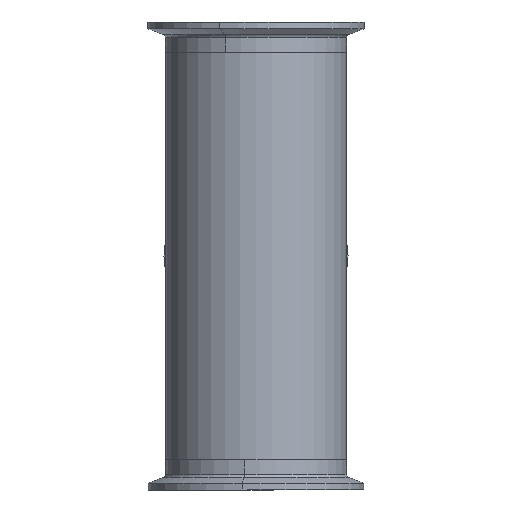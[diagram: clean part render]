
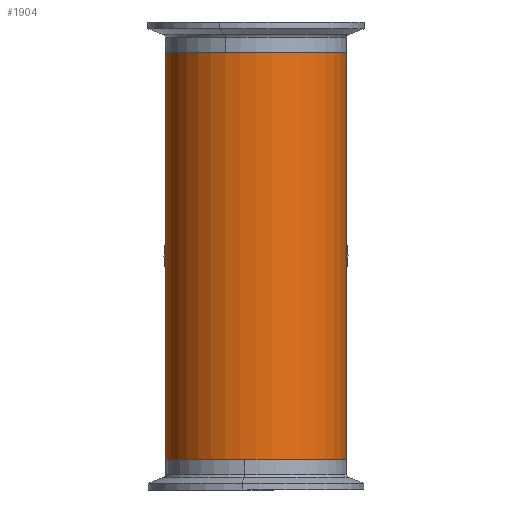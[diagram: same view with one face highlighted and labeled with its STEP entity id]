
A CAD part, front view. The second image highlights one B-rep face of the part: STEP entity #1904.
In plain terms, the highlighted cylindrical face has radius 38.1 mm (diameter 76.2 mm), a partial arc.
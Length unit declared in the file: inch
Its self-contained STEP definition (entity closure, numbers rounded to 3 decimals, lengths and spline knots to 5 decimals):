
#6 = CARTESIAN_POINT ( 'NONE',  ( 1.5, 0., 3.37402 ) ) ;
#20 = CARTESIAN_POINT ( 'NONE',  ( 0., 0., 3.37402 ) ) ;
#23 = VECTOR ( 'NONE', #2412, 39.37008 ) ;
#113 = DIRECTION ( 'NONE',  ( 0., 0., -1. ) ) ;
#242 = DIRECTION ( 'NONE',  ( 0., 0., 1. ) ) ;
#302 = CARTESIAN_POINT ( 'NONE',  ( 1.5, 0., 3.37402 ) ) ;
#478 = DIRECTION ( 'NONE',  ( 1., 0., 0. ) ) ;
#535 = AXIS2_PLACEMENT_3D ( 'NONE', #20, #2123, #847 ) ;
#571 = VERTEX_POINT ( 'NONE', #2013 ) ;
#575 = ORIENTED_EDGE ( 'NONE', *, *, #1582, .T. ) ;
#600 = DIRECTION ( 'NONE',  ( -1., 0., 0. ) ) ;
#653 = EDGE_CURVE ( 'NONE', #1948, #1902, #3135, .T. ) ;
#847 = DIRECTION ( 'NONE',  ( 1., 0., 0. ) ) ;
#903 = CARTESIAN_POINT ( 'NONE',  ( -1.5, 0., 3.37402 ) ) ;
#1164 = DIRECTION ( 'NONE',  ( 0., 0., -1. ) ) ;
#1389 = CIRCLE ( 'NONE', #2805, 1.5 ) ;
#1445 = CARTESIAN_POINT ( 'NONE',  ( 1.5, 0., -3.37402 ) ) ;
#1571 = CARTESIAN_POINT ( 'NONE',  ( 0., 0., -3.37402 ) ) ;
#1582 = EDGE_CURVE ( 'NONE', #571, #2219, #1389, .T. ) ;
#1902 = VERTEX_POINT ( 'NONE', #302 ) ;
#1904 = ADVANCED_FACE ( 'NONE', ( #2490 ), #2363, .T. ) ;
#1935 = CARTESIAN_POINT ( 'NONE',  ( -1.5, 0., 3.37402 ) ) ;
#1948 = VERTEX_POINT ( 'NONE', #1935 ) ;
#2013 = CARTESIAN_POINT ( 'NONE',  ( -1.5, 0., -3.37402 ) ) ;
#2114 = LINE ( 'NONE', #6, #23 ) ;
#2123 = DIRECTION ( 'NONE',  ( 0., 0., 1. ) ) ;
#2176 = EDGE_CURVE ( 'NONE', #1948, #571, #2699, .T. ) ;
#2216 = CARTESIAN_POINT ( 'NONE',  ( 0., 0., 3.37402 ) ) ;
#2219 = VERTEX_POINT ( 'NONE', #1445 ) ;
#2363 = CYLINDRICAL_SURFACE ( 'NONE', #2871, 1.5 ) ;
#2412 = DIRECTION ( 'NONE',  ( 0., 0., -1. ) ) ;
#2490 = FACE_OUTER_BOUND ( 'NONE', #3309, .T. ) ;
#2618 = VECTOR ( 'NONE', #113, 39.37008 ) ;
#2699 = LINE ( 'NONE', #903, #2618 ) ;
#2805 = AXIS2_PLACEMENT_3D ( 'NONE', #1571, #242, #478 ) ;
#2812 = EDGE_CURVE ( 'NONE', #1902, #2219, #2114, .T. ) ;
#2871 = AXIS2_PLACEMENT_3D ( 'NONE', #2216, #1164, #600 ) ;
#3135 = CIRCLE ( 'NONE', #535, 1.5 ) ;
#3235 = ORIENTED_EDGE ( 'NONE', *, *, #653, .F. ) ;
#3252 = ORIENTED_EDGE ( 'NONE', *, *, #2176, .T. ) ;
#3261 = ORIENTED_EDGE ( 'NONE', *, *, #2812, .F. ) ;
#3309 = EDGE_LOOP ( 'NONE', ( #3261, #3235, #3252, #575 ) ) ;
